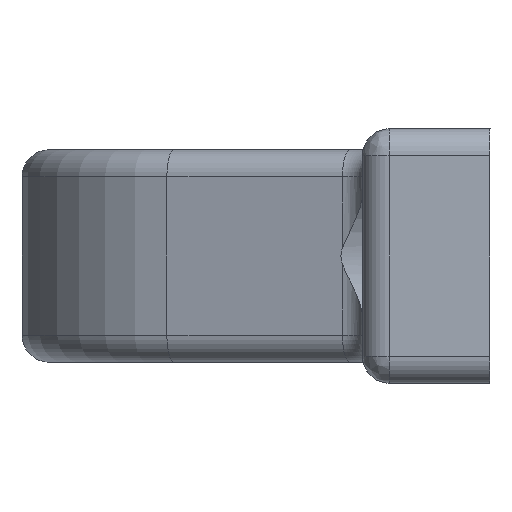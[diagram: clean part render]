
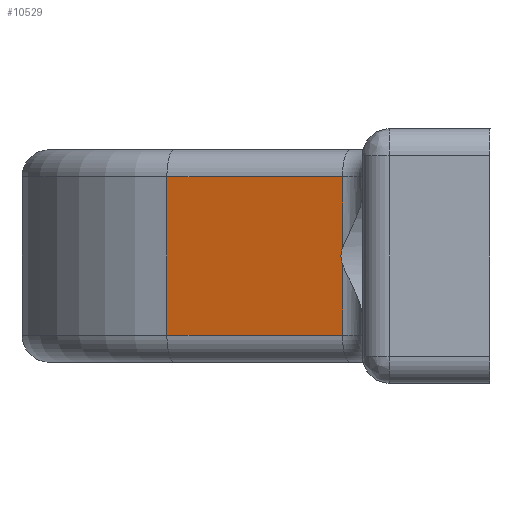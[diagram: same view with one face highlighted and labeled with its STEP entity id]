
A CAD part, left-side view. The second image highlights one B-rep face of the part: STEP entity #10529.
In plain terms, the highlighted planar face has unit normal (-0.966, 0.259, 0).
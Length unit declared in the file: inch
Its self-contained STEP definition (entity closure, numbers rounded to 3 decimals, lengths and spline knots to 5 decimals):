
#10473=CARTESIAN_POINT('',(-5.31672,1.38504,4.845));
#10474=DIRECTION('',(-0.966,0.259,0.));
#10475=DIRECTION('',(0.0,0.0,1.0));
#10476=AXIS2_PLACEMENT_3D('',#10473,#10474,#10475);
#10477=PLANE('',#10476);
#10478=CARTESIAN_POINT('',(-5.53494,0.57065,0.39452));
#10479=VERTEX_POINT('',#10478);
#10480=CARTESIAN_POINT('',(-5.53494,0.57065,0.47548));
#10481=VERTEX_POINT('',#10480);
#10482=CARTESIAN_POINT('',(-5.92786,-0.89575,0.435));
#10483=DIRECTION('',(0.966,-0.259,0.));
#10484=DIRECTION('',(0.259,0.966,0.));
#10485=AXIS2_PLACEMENT_3D('',#10482,#10483,#10484);
#10486=ELLIPSE('',#10485,1.52616,0.395);
#10487=EDGE_CURVE('',#10479,#10481,#10486,.T.);
#10488=ORIENTED_EDGE('',*,*,#10487,.T.);
#10489=CARTESIAN_POINT('',(-5.53494,0.57065,0.802));
#10490=VERTEX_POINT('',#10489);
#10491=CARTESIAN_POINT('',(-5.53494,0.57065,0.802));
#10492=DIRECTION('',(0.0,0.0,-1.0));
#10493=VECTOR('',#10492,0.32652);
#10494=LINE('',#10491,#10493);
#10495=EDGE_CURVE('',#10490,#10481,#10494,.T.);
#10496=ORIENTED_EDGE('',*,*,#10495,.F.);
#10497=CARTESIAN_POINT('',(-5.31672,1.38504,0.802));
#10498=VERTEX_POINT('',#10497);
#10499=CARTESIAN_POINT('',(-5.31672,1.38504,0.802));
#10500=DIRECTION('',(-0.259,-0.966,0.));
#10501=VECTOR('',#10500,0.84312);
#10502=LINE('',#10499,#10501);
#10503=EDGE_CURVE('',#10498,#10490,#10502,.T.);
#10504=ORIENTED_EDGE('',*,*,#10503,.F.);
#10505=CARTESIAN_POINT('',(-5.31672,1.38504,0.068));
#10506=VERTEX_POINT('',#10505);
#10507=CARTESIAN_POINT('',(-5.31672,1.38504,0.802));
#10508=DIRECTION('',(0.0,0.0,-1.0));
#10509=VECTOR('',#10508,0.734);
#10510=LINE('',#10507,#10509);
#10511=EDGE_CURVE('',#10498,#10506,#10510,.T.);
#10512=ORIENTED_EDGE('',*,*,#10511,.T.);
#10513=CARTESIAN_POINT('',(-5.53494,0.57065,0.068));
#10514=VERTEX_POINT('',#10513);
#10515=CARTESIAN_POINT('',(-5.53494,0.57065,0.068));
#10516=DIRECTION('',(0.259,0.966,0.));
#10517=VECTOR('',#10516,0.84312);
#10518=LINE('',#10515,#10517);
#10519=EDGE_CURVE('',#10514,#10506,#10518,.T.);
#10520=ORIENTED_EDGE('',*,*,#10519,.F.);
#10521=CARTESIAN_POINT('',(-5.53494,0.57065,0.39452));
#10522=DIRECTION('',(0.0,0.0,-1.0));
#10523=VECTOR('',#10522,0.32652);
#10524=LINE('',#10521,#10523);
#10525=EDGE_CURVE('',#10479,#10514,#10524,.T.);
#10526=ORIENTED_EDGE('',*,*,#10525,.F.);
#10527=EDGE_LOOP('',(#10488,#10496,#10504,#10512,#10520,#10526));
#10528=FACE_OUTER_BOUND('',#10527,.T.);
#10529=ADVANCED_FACE('',(#10528),#10477,.T.);
